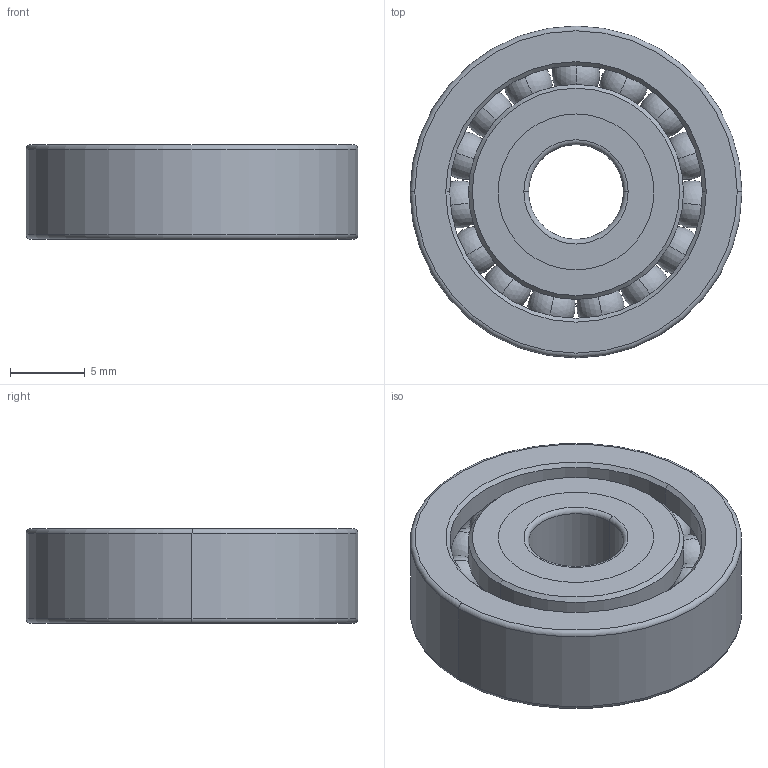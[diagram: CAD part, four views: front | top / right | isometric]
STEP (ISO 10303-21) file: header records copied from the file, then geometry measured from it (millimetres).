
FILE_DESCRIPTION (( 'STEP AP203' ), '1' );
FILE_NAME ('6383K14_Ball Bearing.STEP', '2022-11-17T17:03:43', ( 'Administrator' ), ( 'Managed by Terraform' ), 'SwSTEP 2.0', 'SolidWorks 2017', '' );
FILE_SCHEMA (( 'CONFIG_CONTROL_DESIGN' ));
Length unit declared in the file: inch
Products named in the file (1): 6383K14_Ball Bearing
Bounding box: 22.23 x 22.23 x 6.35 mm (x, y, z)
Volume: 1910 mm3; surface area: 2696.4 mm2
Topology: 18 solids, 18 shells, 74 faces, 193 edges, 125 vertices
Faces by surface type: sphere 30, cylinder 16, torus 14, cone 8, plane 6
Entity records: 1805 total; most frequent: DIRECTION 362, CARTESIAN_POINT 273, ORIENTED_EDGE 236, AXIS2_PLACEMENT_3D 169, EDGE_CURVE 118, CIRCLE 94, EDGE_LOOP 80, VERTEX_POINT 80
